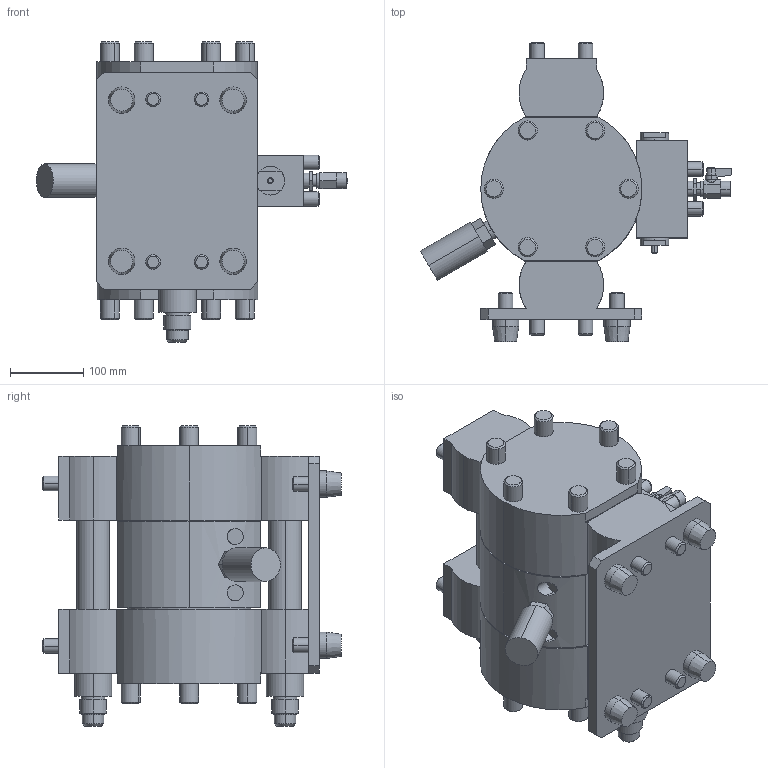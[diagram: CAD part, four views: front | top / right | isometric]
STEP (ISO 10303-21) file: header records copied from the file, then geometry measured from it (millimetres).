
FILE_DESCRIPTION (( 'STEP AP203' ), '1' );
FILE_NAME ('DP-25F FT YA.STEP', '2005-12-09T08:56:16', ( ' ' ), ( ' ' ), 'SwSTEP 2.0', 'SolidWorks 2003240', '' );
FILE_SCHEMA (( 'CONFIG_CONTROL_DESIGN' ));
Length unit declared in the file: millimetre
Products named in the file (1): DP-25F FT YA
Bounding box: 424.98 x 408 x 409.8 mm (x, y, z)
Volume: 16866623.3 mm3; surface area: 826393.2 mm2
Topology: 1 solids, 22 shells, 477 faces, 1012 edges, 638 vertices
Faces by surface type: plane 205, cylinder 194, cone 74, torus 4
Entity records: 13193 total; most frequent: DIRECTION 2438, CARTESIAN_POINT 2434, ORIENTED_EDGE 2024, EDGE_CURVE 1012, AXIS2_PLACEMENT_3D 959, VERTEX_POINT 638, EDGE_LOOP 542, LINE 520
